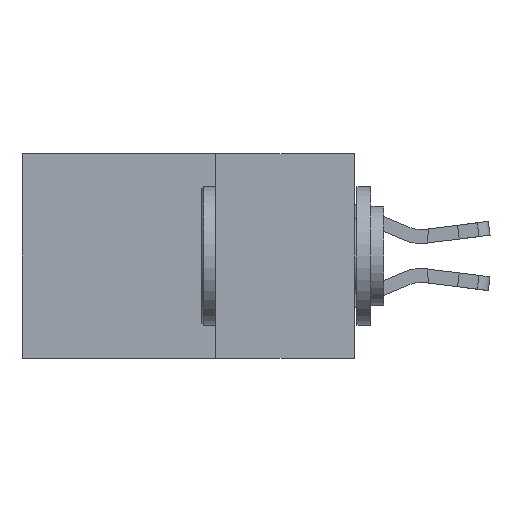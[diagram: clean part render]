
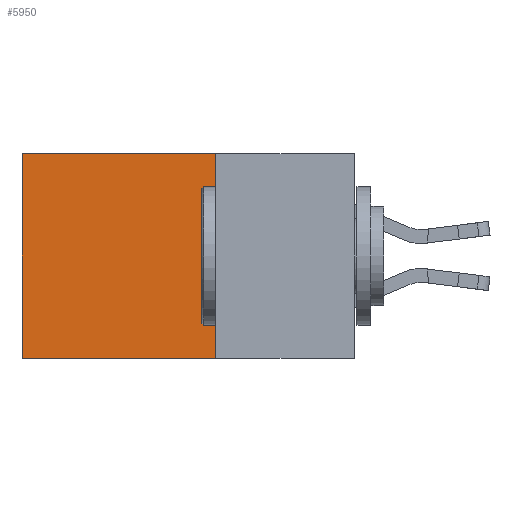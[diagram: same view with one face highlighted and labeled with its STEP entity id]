
A CAD part, left-side view. The second image highlights one B-rep face of the part: STEP entity #5950.
In plain terms, the highlighted planar face has unit normal (-1, 0, 0).
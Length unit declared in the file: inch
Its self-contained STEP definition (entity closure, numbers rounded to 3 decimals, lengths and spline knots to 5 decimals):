
#341 = DIRECTION ( 'NONE',  ( 0., 1., 0. ) ) ;
#521 = CARTESIAN_POINT ( 'NONE',  ( 0.298, 0.25, 0. ) ) ;
#2295 = AXIS2_PLACEMENT_3D ( 'NONE', #8678, #6366, #5392 ) ;
#3150 = LINE ( 'NONE', #521, #8740 ) ;
#3900 = ORIENTED_EDGE ( 'NONE', *, *, #6544, .T. ) ;
#3989 = CARTESIAN_POINT ( 'NONE',  ( 0.298, 0.25, -0.37 ) ) ;
#4276 = ORIENTED_EDGE ( 'NONE', *, *, #9358, .T. ) ;
#5172 = EDGE_LOOP ( 'NONE', ( #3900, #10738, #7718, #4276 ) ) ;
#5229 = VECTOR ( 'NONE', #8375, 39.37008 ) ;
#5392 = DIRECTION ( 'NONE',  ( 0., 0., -1. ) ) ;
#5571 = LINE ( 'NONE', #9512, #5229 ) ;
#5950 = ADVANCED_FACE ( 'NONE', ( #13766 ), #10934, .F. ) ;
#6171 = CARTESIAN_POINT ( 'NONE',  ( 0.298, 0.6, -0.37 ) ) ;
#6366 = DIRECTION ( 'NONE',  ( 1., 0., 0. ) ) ;
#6544 = EDGE_CURVE ( 'NONE', #12367, #13427, #11814, .T. ) ;
#6586 = VECTOR ( 'NONE', #341, 39.37008 ) ;
#6658 = VERTEX_POINT ( 'NONE', #11142 ) ;
#6701 = VERTEX_POINT ( 'NONE', #3989 ) ;
#6943 = LINE ( 'NONE', #6987, #6586 ) ;
#6987 = CARTESIAN_POINT ( 'NONE',  ( 0.298, 0.25, -0.37 ) ) ;
#7048 = EDGE_CURVE ( 'NONE', #6658, #6701, #5571, .T. ) ;
#7718 = ORIENTED_EDGE ( 'NONE', *, *, #7048, .F. ) ;
#8375 = DIRECTION ( 'NONE',  ( 0., 0., -1. ) ) ;
#8597 = EDGE_CURVE ( 'NONE', #6701, #13427, #6943, .T. ) ;
#8678 = CARTESIAN_POINT ( 'NONE',  ( 0.298, 0.25, 0. ) ) ;
#8740 = VECTOR ( 'NONE', #11560, 39.37008 ) ;
#9358 = EDGE_CURVE ( 'NONE', #6658, #12367, #3150, .T. ) ;
#9512 = CARTESIAN_POINT ( 'NONE',  ( 0.298, 0.25, 0. ) ) ;
#10155 = DIRECTION ( 'NONE',  ( 0., 0., -1. ) ) ;
#10738 = ORIENTED_EDGE ( 'NONE', *, *, #8597, .F. ) ;
#10934 = PLANE ( 'NONE',  #2295 ) ;
#11142 = CARTESIAN_POINT ( 'NONE',  ( 0.298, 0.25, 0. ) ) ;
#11560 = DIRECTION ( 'NONE',  ( 0., 1., 0. ) ) ;
#11722 = CARTESIAN_POINT ( 'NONE',  ( 0.298, 0.6, 0. ) ) ;
#11814 = LINE ( 'NONE', #14044, #12126 ) ;
#12126 = VECTOR ( 'NONE', #10155, 39.37008 ) ;
#12367 = VERTEX_POINT ( 'NONE', #11722 ) ;
#13427 = VERTEX_POINT ( 'NONE', #6171 ) ;
#13766 = FACE_OUTER_BOUND ( 'NONE', #5172, .T. ) ;
#14044 = CARTESIAN_POINT ( 'NONE',  ( 0.298, 0.6, 0. ) ) ;
